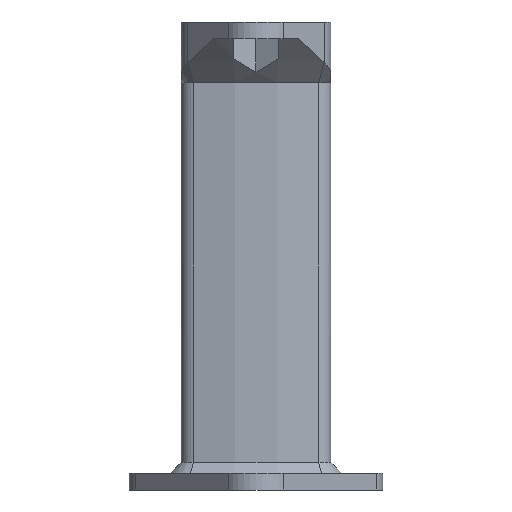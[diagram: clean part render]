
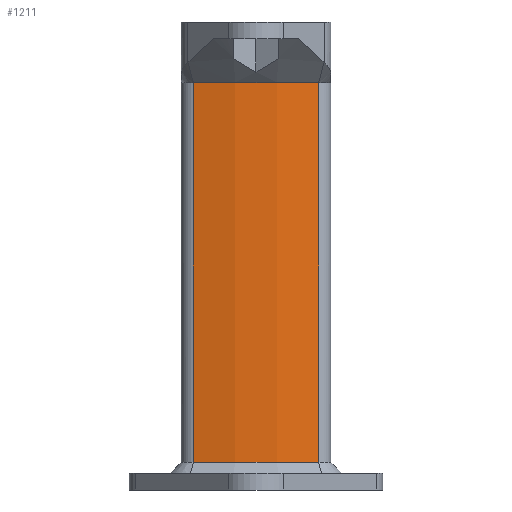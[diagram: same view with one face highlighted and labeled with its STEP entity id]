
A CAD part, left-side view. The second image highlights one B-rep face of the part: STEP entity #1211.
In plain terms, the highlighted cylindrical face has radius 44 mm (diameter 88 mm), a partial arc.
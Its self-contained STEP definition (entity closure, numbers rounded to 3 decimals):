
#220=DIRECTION('',(0.,0.,1.));
#221=VECTOR('',#220,69.);
#222=CARTESIAN_POINT('',(-42.501,-11.388,5.));
#223=LINE('',#222,#221);
#263=CARTESIAN_POINT('',(0.,0.,74.));
#264=DIRECTION('',(0.,0.,-1.));
#265=DIRECTION('',(-0.966,-0.259,0.));
#266=AXIS2_PLACEMENT_3D('',#263,#264,#265);
#466=CARTESIAN_POINT('',(0.,0.,5.));
#467=DIRECTION('',(0.,0.,1.));
#468=DIRECTION('',(-0.966,0.259,0.));
#469=AXIS2_PLACEMENT_3D('',#466,#467,#468);
#471=DIRECTION('',(0.,0.,1.));
#472=VECTOR('',#471,69.);
#473=CARTESIAN_POINT('',(-42.501,11.388,5.));
#474=LINE('',#473,#472);
#581=CARTESIAN_POINT('',(-42.501,-11.388,5.));
#583=VERTEX_POINT('',#581);
#591=CARTESIAN_POINT('',(-42.501,11.388,5.));
#592=VERTEX_POINT('',#591);
#600=CARTESIAN_POINT('',(-42.501,11.388,74.));
#602=VERTEX_POINT('',#600);
#603=CARTESIAN_POINT('',(-42.501,-11.388,74.));
#605=VERTEX_POINT('',#603);
#1200=CARTESIAN_POINT('',(0.,0.,3.));
#1201=DIRECTION('',(0.,0.,1.));
#1202=DIRECTION('',(1.,0.,0.));
#1203=AXIS2_PLACEMENT_3D('',#1200,#1201,#1202);
#1204=CYLINDRICAL_SURFACE('',#1203,44.);
#1205=ORIENTED_EDGE('',*,*,#984,.F.);
#1206=ORIENTED_EDGE('',*,*,#950,.F.);
#1207=ORIENTED_EDGE('',*,*,#889,.F.);
#1208=ORIENTED_EDGE('',*,*,#1190,.T.);
#1209=EDGE_LOOP('',(#1205,#1206,#1207,#1208));
#1210=FACE_OUTER_BOUND('',#1209,.F.);
#1211=ADVANCED_FACE('',(#1210),#1204,.T.);
#267=CIRCLE('',#266,44.);
#470=CIRCLE('',#469,44.);
#889=EDGE_CURVE('',#592,#583,#470,.T.);
#950=EDGE_CURVE('',#583,#605,#223,.T.);
#984=EDGE_CURVE('',#605,#602,#267,.T.);
#1190=EDGE_CURVE('',#592,#602,#474,.T.);
